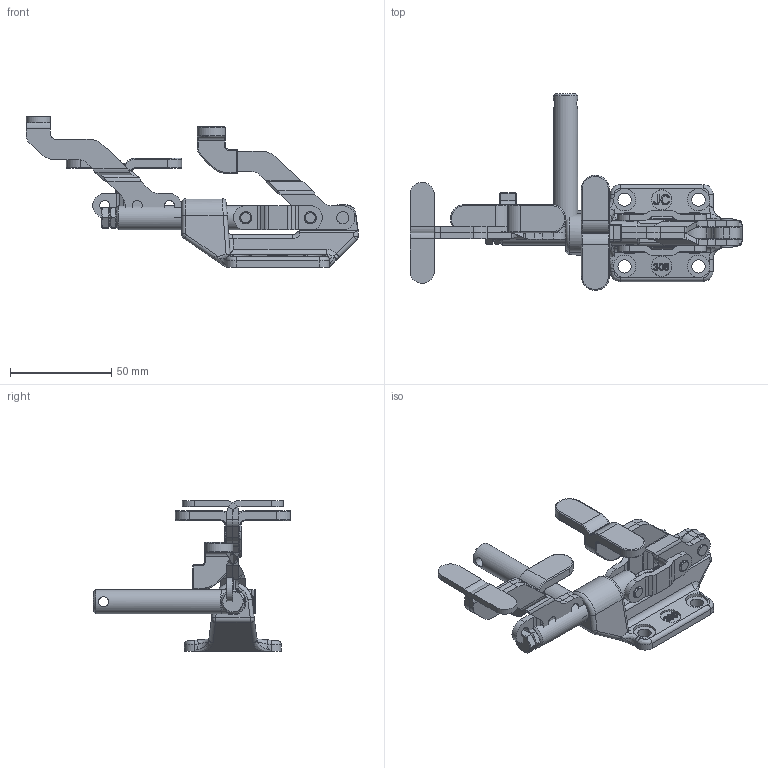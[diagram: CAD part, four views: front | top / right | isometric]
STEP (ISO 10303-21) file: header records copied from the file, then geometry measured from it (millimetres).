
FILE_DESCRIPTION( ( 'Unknown' ), '1' );
FILE_NAME( '308-UPINKA.stp', 'Unknown', ( 'Unknown' ), ( 'Unknown' ), 'PSStep 14.0', 'Unknown', ' ' );
FILE_SCHEMA( ( 'AUTOMOTIVE_DESIGN { 1 0 10303 214 1 1 1 1 }' ) );
Length unit declared in the file: millimetre
Products named in the file (14): Assem1; 308006_POUZDRO; 308002_PIST; 308005_TAHLO; 308005_TAHLO-oa0; 308004_OVLADACI PAKA L; 308003_OVLADACI PAKA P; RUKOJET PLASTOVA; 720620_NYT 5x20; 720620_NYT 5x20-oa1; 720614_NYT 5x14; 800075_SROUB M6x25-CSN ISO 4017; 800004_MATICE M6_DIN4398; 308001_TELO
Bounding box: 164.3 x 97.5 x 74.5 mm (x, y, z)
Volume: 117418.3 mm3; surface area: 59624.1 mm2
Topology: 26 solids, 26 shells, 904 faces, 2178 edges, 1350 vertices
Faces by surface type: cylinder 344, plane 336, bspline 70, torus 60, cone 50, extrusion 28, sphere 16
Full cylindrical faces by diameter (mm): 4.917 x10, 5 x20, 5.05 x8, 6 x16, 6.6 x8, 8.88 x2, 10 x4, 11 x8, 12 x6
Entity records: 18621 total; most frequent: CARTESIAN_POINT 4885, DIRECTION 2057, ORIENTED_EDGE 1974, EDGE_CURVE 987, AXIS2_PLACEMENT_3D 790, VERTEX_POINT 651, EDGE_LOOP 577, FACE_OUTER_BOUND 500
